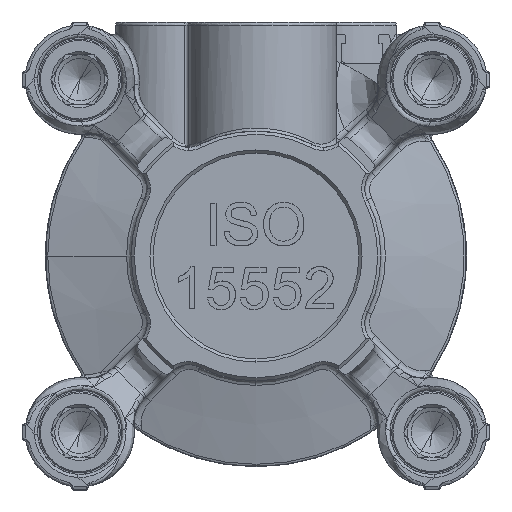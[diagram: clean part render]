
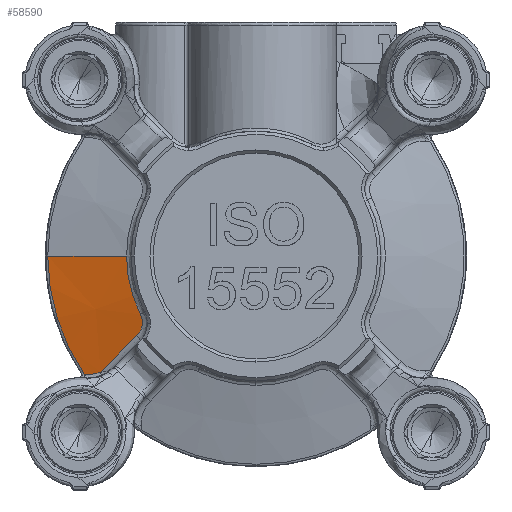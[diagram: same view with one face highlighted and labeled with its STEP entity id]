
A CAD part, front view. The second image highlights one B-rep face of the part: STEP entity #58590.
In plain terms, the highlighted conical face has half-angle 75 degrees and reference radius 33.379 mm.
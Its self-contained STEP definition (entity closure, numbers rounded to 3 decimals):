
#1846 = CARTESIAN_POINT ( 'NONE',  ( -18.334, 25.015, -11.556 ) ) ;
#3661 = CARTESIAN_POINT ( 'NONE',  ( -18.515, 24.766, -9.349 ) ) ;
#8168 = CARTESIAN_POINT ( 'NONE',  ( -26.525, 27.946, -18.968 ) ) ;
#9356 = VERTEX_POINT ( 'NONE', #112312 ) ;
#10041 = CARTESIAN_POINT ( 'NONE',  ( -18.279, 24.781, -9.931 ) ) ;
#11991 = DIRECTION ( 'NONE',  ( 0., 0., -1. ) ) ;
#13368 = VERTEX_POINT ( 'NONE', #103939 ) ;
#15541 = CARTESIAN_POINT ( 'NONE',  ( 0., 24.766, 0. ) ) ;
#19417 = ORIENTED_EDGE ( 'NONE', *, *, #61015, .T. ) ;
#21291 = CARTESIAN_POINT ( 'NONE',  ( -18.372, 24.766, -9.632 ) ) ;
#22025 = CARTESIAN_POINT ( 'NONE',  ( -27.353, 28.126, -18.96 ) ) ;
#22757 = VERTEX_POINT ( 'NONE', #63322 ) ;
#23024 = VERTEX_POINT ( 'NONE', #3661 ) ;
#24065 = LINE ( 'NONE', #73009, #74260 ) ;
#24489 = CARTESIAN_POINT ( 'NONE',  ( -26.32, 27.898, -18.951 ) ) ;
#26104 = CONICAL_SURFACE ( 'NONE', #34149, 33.379, 1.309 ) ;
#27314 = CARTESIAN_POINT ( 'NONE',  ( -22.695, 26.708, -16.388 ) ) ;
#28839 = CARTESIAN_POINT ( 'NONE',  ( -18.213, 24.829, -10.408 ) ) ;
#28950 = CARTESIAN_POINT ( 'NONE',  ( 0., 28.152, 0. ) ) ;
#30027 = VERTEX_POINT ( 'NONE', #95717 ) ;
#30692 = CARTESIAN_POINT ( 'NONE',  ( -18.219, 24.915, -11.03 ) ) ;
#32416 = CIRCLE ( 'NONE', #102489, 33.379 ) ;
#32941 = EDGE_CURVE ( 'NONE', #13368, #89953, #101805, .T. ) ;
#33679 = FACE_OUTER_BOUND ( 'NONE', #33894, .T. ) ;
#33894 = EDGE_LOOP ( 'NONE', ( #39245, #19417, #37836, #61479, #104633, #64302, #85414 ) ) ;
#34149 = AXIS2_PLACEMENT_3D ( 'NONE', #107727, #60066, #80118 ) ;
#35773 = CARTESIAN_POINT ( 'NONE',  ( -26.627, 27.969, -18.974 ) ) ;
#37834 = CARTESIAN_POINT ( 'NONE',  ( -27.353, 28.126, -18.96 ) ) ;
#37836 = ORIENTED_EDGE ( 'NONE', *, *, #97772, .F. ) ;
#39114 = VERTEX_POINT ( 'NONE', #66357 ) ;
#39245 = ORIENTED_EDGE ( 'NONE', *, *, #116706, .T. ) ;
#39499 = CARTESIAN_POINT ( 'NONE',  ( -18.675, 25.198, -12.286 ) ) ;
#40091 = CARTESIAN_POINT ( 'NONE',  ( -18.275, 24.97, -11.335 ) ) ;
#44936 = CARTESIAN_POINT ( 'NONE',  ( -20.748, 25.981, -14.448 ) ) ;
#46425 = CARTESIAN_POINT ( 'NONE',  ( -26.221, 27.875, -18.939 ) ) ;
#48295 = CARTESIAN_POINT ( 'NONE',  ( -18.515, 24.766, -9.349 ) ) ;
#48937 = CARTESIAN_POINT ( 'NONE',  ( -18.469, 25.097, -11.916 ) ) ;
#54341 = CARTESIAN_POINT ( 'NONE',  ( -24.928, 27.545, -18.616 ) ) ;
#56561 = EDGE_CURVE ( 'NONE', #89953, #22757, #82620, .T. ) ;
#57275 = B_SPLINE_CURVE_WITH_KNOTS ( 'NONE', 3,
 ( #98383, #105954, #96551, #87753, #39499, #57716, #117195, #89012, #48937, #114716, #1846, #116540, #40091, #77726, #106563, #30692, #69565, #68958, #87168, #28839, #67113, #10041, #21291, #48295 ),
 .UNSPECIFIED., .F., .F.,
 ( 4, 2, 1, 2, 2, 2, 1, 2, 2, 2, 2, 2, 4 ),
 ( 0., 0.125, 0.188, 0.219, 0.25, 0.375, 0.438, 0.469, 0.5, 0.625, 0.688, 0.75, 1. ),
 .UNSPECIFIED. ) ;
#57716 = CARTESIAN_POINT ( 'NONE',  ( -18.616, 25.17, -12.189 ) ) ;
#58336 = CIRCLE ( 'NONE', #78259, 20.741 ) ;
#58510 = CARTESIAN_POINT ( 'NONE',  ( -27.478, 28.152, -18.95 ) ) ;
#58590 = ADVANCED_FACE ( 'NONE', ( #33679 ), #26104, .T. ) ;
#60066 = DIRECTION ( 'NONE',  ( 0., 1., 0. ) ) ;
#61015 = EDGE_CURVE ( 'NONE', #30027, #9356, #24065, .T. ) ;
#61479 = ORIENTED_EDGE ( 'NONE', *, *, #32941, .T. ) ;
#63322 = CARTESIAN_POINT ( 'NONE',  ( -24.928, 27.545, -18.616 ) ) ;
#64302 = ORIENTED_EDGE ( 'NONE', *, *, #72422, .T. ) ;
#64407 = DIRECTION ( 'NONE',  ( 0., 1., 0. ) ) ;
#66357 = CARTESIAN_POINT ( 'NONE',  ( -19.088, 25.365, -12.795 ) ) ;
#67113 = CARTESIAN_POINT ( 'NONE',  ( -18.221, 24.821, -10.332 ) ) ;
#68958 = CARTESIAN_POINT ( 'NONE',  ( -18.201, 24.857, -10.642 ) ) ;
#69565 = CARTESIAN_POINT ( 'NONE',  ( -18.204, 24.89, -10.875 ) ) ;
#69669 = DIRECTION ( 'NONE',  ( 0., 1., 0. ) ) ;
#72422 = EDGE_CURVE ( 'NONE', #22757, #39114, #107117, .T. ) ;
#73009 = CARTESIAN_POINT ( 'NONE',  ( -33.379, 28.152, 0. ) ) ;
#74260 = VECTOR ( 'NONE', #81781, 1000. ) ;
#77726 = CARTESIAN_POINT ( 'NONE',  ( -18.26, 24.956, -11.26 ) ) ;
#78259 = AXIS2_PLACEMENT_3D ( 'NONE', #15541, #64407, #120191 ) ;
#80118 = DIRECTION ( 'NONE',  ( -1., 0., 0. ) ) ;
#81781 = DIRECTION ( 'NONE',  ( -0.966, 0.259, 0. ) ) ;
#82620 = B_SPLINE_CURVE_WITH_KNOTS ( 'NONE', 3,
 ( #94073, #84026, #121658, #35773, #8168, #24489, #46425, #111046, #92853, #122881 ),
 .UNSPECIFIED., .F., .F.,
 ( 4, 2, 2, 2, 4 ),
 ( 0., 0.25, 0.375, 0.5, 1. ),
 .UNSPECIFIED. ) ;
#84026 = CARTESIAN_POINT ( 'NONE',  ( -27.144, 28.082, -18.978 ) ) ;
#84365 = CARTESIAN_POINT ( 'NONE',  ( -19.088, 25.365, -12.795 ) ) ;
#85414 = ORIENTED_EDGE ( 'NONE', *, *, #110205, .T. ) ;
#85505 = CARTESIAN_POINT ( 'NONE',  ( -27.437, 28.143, -18.954 ) ) ;
#86101 = CARTESIAN_POINT ( 'NONE',  ( -27.395, 28.135, -18.957 ) ) ;
#87168 = CARTESIAN_POINT ( 'NONE',  ( -18.203, 24.847, -10.564 ) ) ;
#87753 = CARTESIAN_POINT ( 'NONE',  ( -18.739, 25.226, -12.381 ) ) ;
#89012 = CARTESIAN_POINT ( 'NONE',  ( -18.561, 25.143, -12.091 ) ) ;
#89953 = VERTEX_POINT ( 'NONE', #22025 ) ;
#92853 = CARTESIAN_POINT ( 'NONE',  ( -25.308, 27.649, -18.762 ) ) ;
#94073 = CARTESIAN_POINT ( 'NONE',  ( -27.353, 28.126, -18.96 ) ) ;
#95717 = CARTESIAN_POINT ( 'NONE',  ( -20.741, 24.766, 0. ) ) ;
#96551 = CARTESIAN_POINT ( 'NONE',  ( -18.875, 25.284, -12.566 ) ) ;
#97772 = EDGE_CURVE ( 'NONE', #13368, #9356, #32416, .T. ) ;
#98383 = CARTESIAN_POINT ( 'NONE',  ( -19.088, 25.365, -12.795 ) ) ;
#101805 = B_SPLINE_CURVE_WITH_KNOTS ( 'NONE', 3,
 ( #58510, #85505, #86101, #37834 ),
 .UNSPECIFIED., .F., .F.,
 ( 4, 4 ),
 ( 0., 1. ),
 .UNSPECIFIED. ) ;
#102489 = AXIS2_PLACEMENT_3D ( 'NONE', #28950, #69669, #11991 ) ;
#103939 = CARTESIAN_POINT ( 'NONE',  ( -27.478, 28.152, -18.95 ) ) ;
#104633 = ORIENTED_EDGE ( 'NONE', *, *, #56561, .T. ) ;
#105954 = CARTESIAN_POINT ( 'NONE',  ( -18.976, 25.324, -12.683 ) ) ;
#106563 = CARTESIAN_POINT ( 'NONE',  ( -18.253, 24.949, -11.224 ) ) ;
#107117 = B_SPLINE_CURVE_WITH_KNOTS ( 'NONE', 3,
 ( #54341, #27314, #44936, #84365 ),
 .UNSPECIFIED., .F., .F.,
 ( 4, 4 ),
 ( 0., 1. ),
 .UNSPECIFIED. ) ;
#107727 = CARTESIAN_POINT ( 'NONE',  ( 0., 28.152, 0. ) ) ;
#110205 = EDGE_CURVE ( 'NONE', #39114, #23024, #57275, .T. ) ;
#111046 = CARTESIAN_POINT ( 'NONE',  ( -25.705, 27.751, -18.866 ) ) ;
#112312 = CARTESIAN_POINT ( 'NONE',  ( -33.379, 28.152, 0. ) ) ;
#114716 = CARTESIAN_POINT ( 'NONE',  ( -18.408, 25.063, -11.774 ) ) ;
#116540 = CARTESIAN_POINT ( 'NONE',  ( -18.302, 24.992, -11.446 ) ) ;
#116706 = EDGE_CURVE ( 'NONE', #23024, #30027, #58336, .T. ) ;
#117195 = CARTESIAN_POINT ( 'NONE',  ( -18.579, 25.152, -12.123 ) ) ;
#120191 = DIRECTION ( 'NONE',  ( 0., 0., 1. ) ) ;
#121658 = CARTESIAN_POINT ( 'NONE',  ( -26.936, 28.038, -18.983 ) ) ;
#122881 = CARTESIAN_POINT ( 'NONE',  ( -24.928, 27.545, -18.616 ) ) ;
